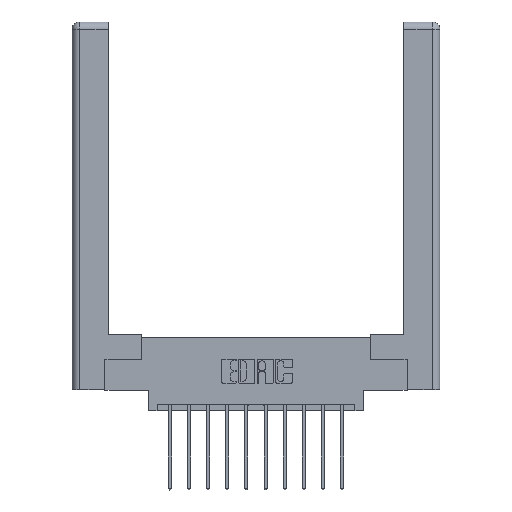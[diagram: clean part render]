
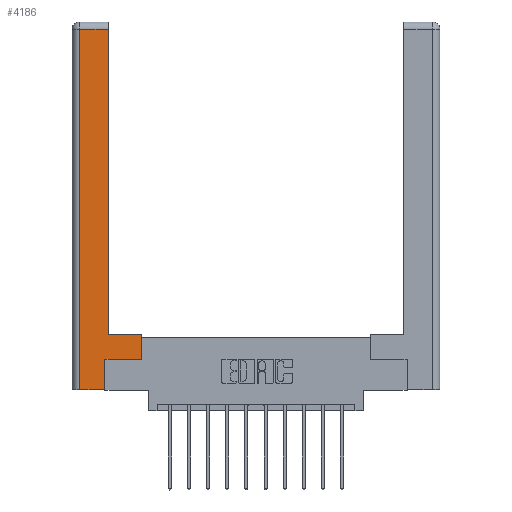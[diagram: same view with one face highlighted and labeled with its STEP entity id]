
A CAD part, top view. The second image highlights one B-rep face of the part: STEP entity #4186.
In plain terms, the highlighted planar face has unit normal (0, 0, 1).
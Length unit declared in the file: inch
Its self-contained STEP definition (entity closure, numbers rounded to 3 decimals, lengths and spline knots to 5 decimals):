
#155 = CARTESIAN_POINT ( 'NONE',  ( 0.265, 0., 0. ) ) ;
#158 = VECTOR ( 'NONE', #3327, 39.37008 ) ;
#309 = VECTOR ( 'NONE', #6966, 39.37008 ) ;
#348 = ORIENTED_EDGE ( 'NONE', *, *, #14214, .T. ) ;
#473 = CARTESIAN_POINT ( 'NONE',  ( 0.295, 3., 0. ) ) ;
#560 = ORIENTED_EDGE ( 'NONE', *, *, #5399, .T. ) ;
#755 = PLANE ( 'NONE',  #7197 ) ;
#802 = DIRECTION ( 'NONE',  ( -1., 0., 0. ) ) ;
#1029 = DIRECTION ( 'NONE',  ( 0., 1., 0. ) ) ;
#1175 = VERTEX_POINT ( 'NONE', #3818 ) ;
#1202 = CARTESIAN_POINT ( 'NONE',  ( 0.565, 0.245, 0. ) ) ;
#1715 = VECTOR ( 'NONE', #14065, 39.37008 ) ;
#2019 = CARTESIAN_POINT ( 'NONE',  ( 0.295, 0.45, 0. ) ) ;
#2980 = VERTEX_POINT ( 'NONE', #5817 ) ;
#3327 = DIRECTION ( 'NONE',  ( 0., 1., 0. ) ) ;
#3496 = CARTESIAN_POINT ( 'NONE',  ( 0.565, 0.45, 0. ) ) ;
#3818 = CARTESIAN_POINT ( 'NONE',  ( 0.565, 0.245, 0. ) ) ;
#3843 = LINE ( 'NONE', #473, #11493 ) ;
#4031 = VERTEX_POINT ( 'NONE', #10779 ) ;
#4171 = ORIENTED_EDGE ( 'NONE', *, *, #4324, .T. ) ;
#4186 = ADVANCED_FACE ( 'NONE', ( #5722 ), #755, .F. ) ;
#4324 = EDGE_CURVE ( 'NONE', #11070, #2980, #12293, .T. ) ;
#4573 = VERTEX_POINT ( 'NONE', #7899 ) ;
#4807 = LINE ( 'NONE', #3496, #158 ) ;
#4962 = CARTESIAN_POINT ( 'NONE',  ( 0.565, 0.45, 0. ) ) ;
#4999 = CARTESIAN_POINT ( 'NONE',  ( 0.0615, 0., 0. ) ) ;
#5354 = DIRECTION ( 'NONE',  ( 0., 0., -1. ) ) ;
#5399 = EDGE_CURVE ( 'NONE', #4031, #1175, #7815, .T. ) ;
#5722 = FACE_OUTER_BOUND ( 'NONE', #10251, .T. ) ;
#5817 = CARTESIAN_POINT ( 'NONE',  ( 0.295, 0.45, 0. ) ) ;
#5985 = VERTEX_POINT ( 'NONE', #8484 ) ;
#6883 = LINE ( 'NONE', #4999, #1715 ) ;
#6966 = DIRECTION ( 'NONE',  ( 1., 0., 0. ) ) ;
#7137 = VECTOR ( 'NONE', #11191, 39.37008 ) ;
#7197 = AXIS2_PLACEMENT_3D ( 'NONE', #9870, #5354, #802 ) ;
#7344 = EDGE_CURVE ( 'NONE', #2980, #4573, #3843, .T. ) ;
#7388 = ORIENTED_EDGE ( 'NONE', *, *, #7344, .T. ) ;
#7815 = LINE ( 'NONE', #1202, #7999 ) ;
#7899 = CARTESIAN_POINT ( 'NONE',  ( 0.295, 2.94, 0. ) ) ;
#7903 = VECTOR ( 'NONE', #13215, 39.37008 ) ;
#7999 = VECTOR ( 'NONE', #13585, 39.37008 ) ;
#8124 = ORIENTED_EDGE ( 'NONE', *, *, #11354, .T. ) ;
#8484 = CARTESIAN_POINT ( 'NONE',  ( 0.0615, 0., 0. ) ) ;
#8537 = VERTEX_POINT ( 'NONE', #155 ) ;
#8841 = EDGE_CURVE ( 'NONE', #4573, #11027, #9133, .T. ) ;
#8861 = CARTESIAN_POINT ( 'NONE',  ( 0.265, 0., 0. ) ) ;
#8954 = ORIENTED_EDGE ( 'NONE', *, *, #8841, .T. ) ;
#9133 = LINE ( 'NONE', #11076, #7903 ) ;
#9672 = EDGE_CURVE ( 'NONE', #1175, #11070, #4807, .T. ) ;
#9870 = CARTESIAN_POINT ( 'NONE',  ( 0., 0., 0. ) ) ;
#9946 = LINE ( 'NONE', #8861, #309 ) ;
#10251 = EDGE_LOOP ( 'NONE', ( #7388, #8954, #8124, #10683, #348, #560, #11859, #4171 ) ) ;
#10270 = EDGE_CURVE ( 'NONE', #5985, #8537, #9946, .T. ) ;
#10539 = VECTOR ( 'NONE', #1029, 39.37008 ) ;
#10683 = ORIENTED_EDGE ( 'NONE', *, *, #10270, .T. ) ;
#10779 = CARTESIAN_POINT ( 'NONE',  ( 0.265, 0.245, 0. ) ) ;
#11027 = VERTEX_POINT ( 'NONE', #11458 ) ;
#11070 = VERTEX_POINT ( 'NONE', #4962 ) ;
#11076 = CARTESIAN_POINT ( 'NONE',  ( 0.0615, 2.94, 0. ) ) ;
#11191 = DIRECTION ( 'NONE',  ( -1., 0., 0. ) ) ;
#11354 = EDGE_CURVE ( 'NONE', #11027, #5985, #6883, .T. ) ;
#11458 = CARTESIAN_POINT ( 'NONE',  ( 0.0615, 2.94, 0. ) ) ;
#11493 = VECTOR ( 'NONE', #12278, 39.37008 ) ;
#11859 = ORIENTED_EDGE ( 'NONE', *, *, #9672, .T. ) ;
#11970 = LINE ( 'NONE', #14623, #10539 ) ;
#12278 = DIRECTION ( 'NONE',  ( 0., 1., 0. ) ) ;
#12293 = LINE ( 'NONE', #2019, #7137 ) ;
#13215 = DIRECTION ( 'NONE',  ( -1., 0., 0. ) ) ;
#13585 = DIRECTION ( 'NONE',  ( 1., 0., 0. ) ) ;
#14065 = DIRECTION ( 'NONE',  ( 0., -1., 0. ) ) ;
#14214 = EDGE_CURVE ( 'NONE', #8537, #4031, #11970, .T. ) ;
#14623 = CARTESIAN_POINT ( 'NONE',  ( 0.265, 0.245, 0. ) ) ;
